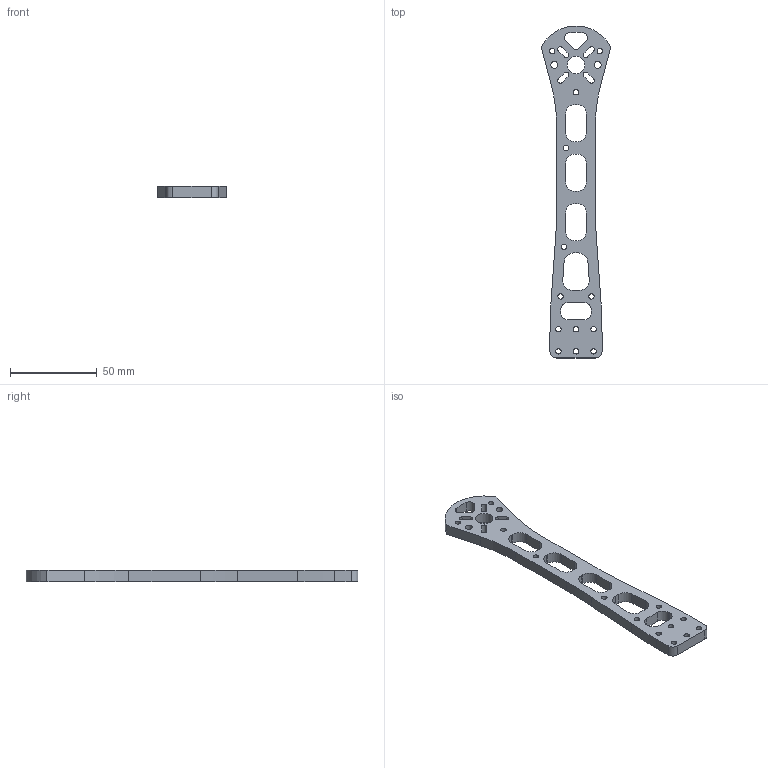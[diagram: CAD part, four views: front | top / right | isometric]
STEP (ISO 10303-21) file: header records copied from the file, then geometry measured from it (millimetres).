
FILE_DESCRIPTION(/* description */ (''),/* implementation_level */ '2;1');
FILE_NAME(/* name */ 'The ARM.stp',/* time_stamp */ '2014-06-09T20:52:27-04:00',/* author */ (''),/* organization */ (''),/* preprocessor_version */ 'ST-DEVELOPER v11',/* originating_system */ 'SIEMENS PLM Software NX 7.5',/* authorisation */ '');
FILE_SCHEMA (('CONFIG_CONTROL_DESIGN'));
Length unit declared in the file: millimetre
Products named in the file (1): Gear5348xgxr
Bounding box: 39.97 x 191.26 x 6.35 mm (x, y, z)
Volume: 22190.7 mm3; surface area: 13431.5 mm2
Topology: 1 solids, 1 shells, 98 faces, 288 edges, 192 vertices
Faces by surface type: cylinder 57, plane 41
Full cylindrical faces by diameter (mm): 3.1 x13, 4 x2, 10 x1
Entity records: 3416 total; most frequent: DIRECTION 584, CARTESIAN_POINT 563, ORIENTED_EDGE 544, EDGE_CURVE 272, AXIS2_PLACEMENT_3D 213, VERTEX_POINT 192, EDGE_LOOP 166, LINE 158
